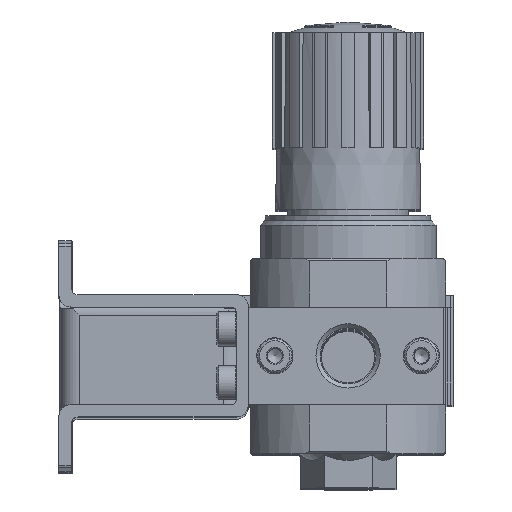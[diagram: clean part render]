
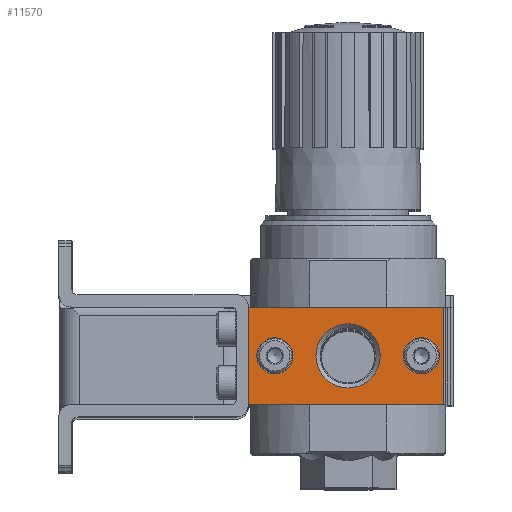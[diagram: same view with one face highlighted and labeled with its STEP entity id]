
A CAD part, top view. The second image highlights one B-rep face of the part: STEP entity #11570.
In plain terms, the highlighted face is planar.
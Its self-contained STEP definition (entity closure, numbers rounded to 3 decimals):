
#562=PLANE('',#12472);
#982=LINE('',#17739,#1726);
#986=LINE('',#17747,#1730);
#989=LINE('',#17753,#1733);
#991=LINE('',#17760,#1735);
#1726=VECTOR('',#14328,1000.);
#1730=VECTOR('',#14334,1000.);
#1733=VECTOR('',#14339,1000.);
#1735=VECTOR('',#14347,1000.);
#3282=ORIENTED_EDGE('',*,*,#5667,.T.);
#3283=ORIENTED_EDGE('',*,*,#5668,.T.);
#3284=ORIENTED_EDGE('',*,*,#5669,.T.);
#3285=ORIENTED_EDGE('',*,*,#5655,.T.);
#3286=ORIENTED_EDGE('',*,*,#5659,.T.);
#3287=ORIENTED_EDGE('',*,*,#5662,.T.);
#3288=ORIENTED_EDGE('',*,*,#5666,.T.);
#5655=EDGE_CURVE('',#6944,#6943,#982,.T.);
#5659=EDGE_CURVE('',#6943,#6946,#986,.T.);
#5662=EDGE_CURVE('',#6946,#6948,#989,.T.);
#5666=EDGE_CURVE('',#6948,#6944,#991,.T.);
#5667=EDGE_CURVE('',#6951,#6951,#7805,.T.);
#5668=EDGE_CURVE('',#6952,#6952,#7806,.T.);
#5669=EDGE_CURVE('',#6953,#6953,#7807,.T.);
#6943=VERTEX_POINT('',#17738);
#6944=VERTEX_POINT('',#17740);
#6946=VERTEX_POINT('',#17746);
#6948=VERTEX_POINT('',#17752);
#6951=VERTEX_POINT('',#17763);
#6952=VERTEX_POINT('',#17765);
#6953=VERTEX_POINT('',#17767);
#7805=CIRCLE('',#12473,3.7);
#7806=CIRCLE('',#12474,3.7);
#7807=CIRCLE('',#12475,6.579);
#8399=EDGE_LOOP('',(#3282));
#8400=EDGE_LOOP('',(#3283));
#8401=EDGE_LOOP('',(#3284));
#8402=EDGE_LOOP('',(#3285,#3286,#3287,#3288));
#9233=FACE_BOUND('',#8399,.T.);
#9234=FACE_BOUND('',#8400,.T.);
#9235=FACE_BOUND('',#8401,.T.);
#9236=FACE_BOUND('',#8402,.T.);
#11570=ADVANCED_FACE('',(#9233,#9234,#9235,#9236),#562,.T.);
#12472=AXIS2_PLACEMENT_3D('',#17761,#14348,#14349);
#12473=AXIS2_PLACEMENT_3D('',#17762,#14350,#14351);
#12474=AXIS2_PLACEMENT_3D('',#17764,#14352,#14353);
#12475=AXIS2_PLACEMENT_3D('',#17766,#14354,#14355);
#14328=DIRECTION('',(-1.,0.,0.));
#14334=DIRECTION('',(0.,0.,1.));
#14339=DIRECTION('',(1.,0.,0.));
#14347=DIRECTION('',(0.,0.,-1.));
#14348=DIRECTION('',(0.,1.,0.));
#14349=DIRECTION('',(0.,0.,1.));
#14350=DIRECTION('',(0.,-1.,0.));
#14351=DIRECTION('',(0.,0.,-1.));
#14352=DIRECTION('',(0.,-1.,0.));
#14353=DIRECTION('',(0.,0.,-1.));
#14354=DIRECTION('',(0.,-1.,0.));
#14355=DIRECTION('',(0.,0.,-1.));
#17738=CARTESIAN_POINT('',(-20.,12.,-10.));
#17739=CARTESIAN_POINT('',(20.,12.,-10.));
#17740=CARTESIAN_POINT('',(20.,12.,-10.));
#17746=CARTESIAN_POINT('',(-20.,12.,10.));
#17747=CARTESIAN_POINT('',(-20.,12.,-10.));
#17752=CARTESIAN_POINT('',(20.,12.,10.));
#17753=CARTESIAN_POINT('',(-20.,12.,10.));
#17760=CARTESIAN_POINT('',(20.,12.,10.));
#17761=CARTESIAN_POINT('',(0.,12.,0.));
#17762=CARTESIAN_POINT('',(-15.4,12.,0.));
#17763=CARTESIAN_POINT('',(-15.4,12.,-3.7));
#17764=CARTESIAN_POINT('',(14.6,12.,0.));
#17765=CARTESIAN_POINT('',(14.6,12.,-3.7));
#17766=CARTESIAN_POINT('',(-0.4,12.,0.));
#17767=CARTESIAN_POINT('',(-0.4,12.,-6.579));
